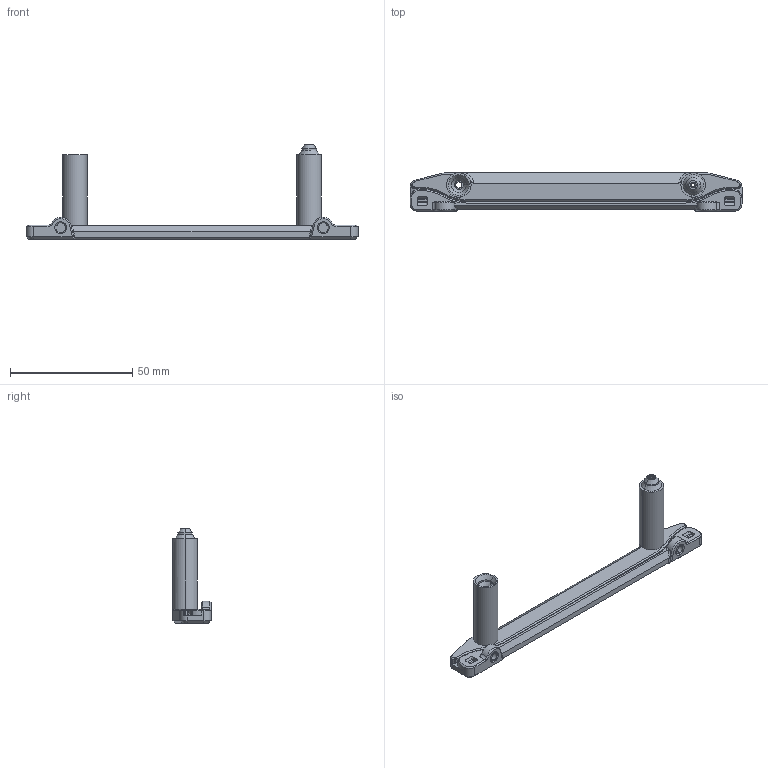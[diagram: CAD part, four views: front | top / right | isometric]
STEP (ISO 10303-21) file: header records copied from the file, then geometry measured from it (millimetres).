
FILE_DESCRIPTION (( 'STEP AP203' ), '1' );
FILE_NAME ('25c-p013 120 film carrier half.step', '2025-08-02T02:47:10', ( '' ), ( '' ), '', '', '' );
FILE_SCHEMA (( 'CONFIG_CONTROL_DESIGN' ));
Length unit declared in the file: millimetre
Products named in the file (1): 25c-p013 120 film carrier half
Bounding box: 136 x 15.7 x 38.7 mm (x, y, z)
Volume: 12874.5 mm3; surface area: 8980.1 mm2
Topology: 1 solids, 1 shells, 259 faces, 646 edges, 397 vertices
Faces by surface type: cylinder 102, plane 80, cone 53, bspline 16, sphere 8
Entity records: 9133 total; most frequent: CARTESIAN_POINT 3178, ORIENTED_EDGE 1284, DIRECTION 1173, EDGE_CURVE 642, AXIS2_PLACEMENT_3D 435, VERTEX_POINT 397, LINE 303, VECTOR 303
